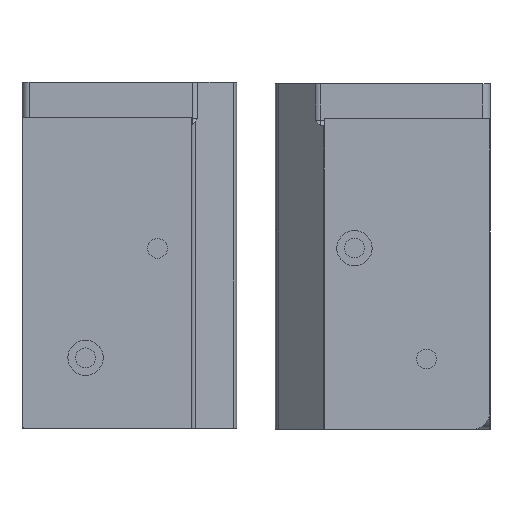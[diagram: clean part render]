
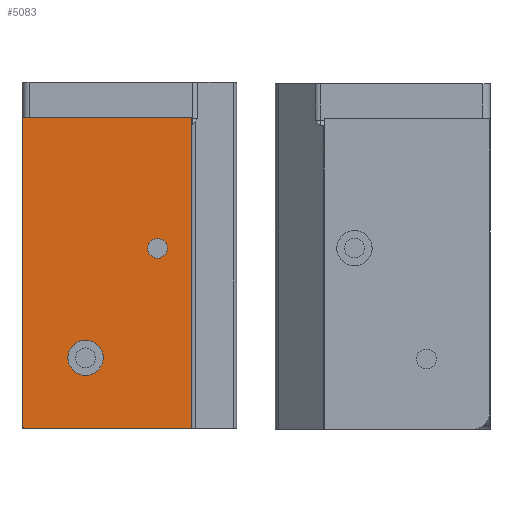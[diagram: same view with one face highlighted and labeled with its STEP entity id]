
A CAD part, left-side view. The second image highlights one B-rep face of the part: STEP entity #5083.
In plain terms, the highlighted planar face has unit normal (-1, 0, 0).
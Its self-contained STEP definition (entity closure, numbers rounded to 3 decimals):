
#127=FACE_BOUND('',#981,.T.);
#128=FACE_BOUND('',#982,.T.);
#334=CIRCLE('',#5374,0.5);
#360=CIRCLE('',#5450,1.4);
#363=CIRCLE('',#5458,2.5);
#663=FACE_OUTER_BOUND('',#980,.T.);
#980=EDGE_LOOP('',(#4539,#4540,#4541,#4542,#4543));
#981=EDGE_LOOP('',(#4544));
#982=EDGE_LOOP('',(#4545));
#1288=LINE('',#8577,#1783);
#1322=LINE('',#8649,#1817);
#1348=LINE('',#8859,#1843);
#1442=LINE('',#9470,#1937);
#1783=VECTOR('',#6148,10.);
#1817=VECTOR('',#6188,10.);
#1843=VECTOR('',#6250,10.);
#1937=VECTOR('',#6484,10.);
#2279=VERTEX_POINT('',#8574);
#2280=VERTEX_POINT('',#8576);
#2314=VERTEX_POINT('',#8646);
#2315=VERTEX_POINT('',#8648);
#2370=VERTEX_POINT('',#8857);
#2465=VERTEX_POINT('',#9557);
#2468=VERTEX_POINT('',#9573);
#2896=EDGE_CURVE('',#2280,#2279,#1288,.F.);
#2932=EDGE_CURVE('',#2315,#2314,#1322,.F.);
#2993=EDGE_CURVE('',#2279,#2370,#1348,.T.);
#3024=EDGE_CURVE('',#2280,#2314,#334,.T.);
#3139=EDGE_CURVE('',#2315,#2370,#1442,.F.);
#3165=EDGE_CURVE('',#2465,#2465,#360,.T.);
#3172=EDGE_CURVE('',#2468,#2468,#363,.F.);
#4539=ORIENTED_EDGE('',*,*,#3024,.F.);
#4540=ORIENTED_EDGE('',*,*,#2896,.T.);
#4541=ORIENTED_EDGE('',*,*,#2993,.T.);
#4542=ORIENTED_EDGE('',*,*,#3139,.F.);
#4543=ORIENTED_EDGE('',*,*,#2932,.T.);
#4544=ORIENTED_EDGE('',*,*,#3172,.T.);
#4545=ORIENTED_EDGE('',*,*,#3165,.F.);
#4817=PLANE('',#5457);
#5083=ADVANCED_FACE('',(#663,#127,#128),#4817,.F.);
#5374=AXIS2_PLACEMENT_3D('',#8919,#6310,#6311);
#5450=AXIS2_PLACEMENT_3D('',#9559,#6549,#6550);
#5457=AXIS2_PLACEMENT_3D('',#9572,#6567,#6568);
#5458=AXIS2_PLACEMENT_3D('',#9574,#6569,#6570);
#6148=DIRECTION('',(0.,1.,0.));
#6188=DIRECTION('',(0.,0.,1.));
#6250=DIRECTION('',(0.,0.,1.));
#6310=DIRECTION('center_axis',(1.,0.,0.));
#6311=DIRECTION('ref_axis',(0.,0.707,-0.707));
#6484=DIRECTION('',(0.,1.,0.));
#6549=DIRECTION('center_axis',(-1.,0.,0.));
#6550=DIRECTION('ref_axis',(0.,0.,1.));
#6567=DIRECTION('center_axis',(1.,0.,0.));
#6568=DIRECTION('ref_axis',(0.,0.,-1.));
#6569=DIRECTION('center_axis',(-1.,0.,0.));
#6570=DIRECTION('ref_axis',(0.,0.,1.));
#8574=CARTESIAN_POINT('',(0.,41.4,-1.75));
#8576=CARTESIAN_POINT('',(0.,64.9,-1.75));
#8577=CARTESIAN_POINT('',(0.,64.4,-1.75));
#8646=CARTESIAN_POINT('',(0.,65.4,-1.25));
#8648=CARTESIAN_POINT('',(0.,65.4,42.25));
#8649=CARTESIAN_POINT('',(0.,65.4,47.25));
#8857=CARTESIAN_POINT('',(0.,41.4,42.25));
#8859=CARTESIAN_POINT('',(0.,41.4,34.));
#8919=CARTESIAN_POINT('Origin',(0.,64.9,-1.25));
#9470=CARTESIAN_POINT('',(0.,58.882,42.25));
#9557=CARTESIAN_POINT('',(0.,46.2,22.35));
#9559=CARTESIAN_POINT('Origin',(0.,46.2,23.75));
#9572=CARTESIAN_POINT('Origin',(0.,64.4,47.25));
#9573=CARTESIAN_POINT('',(0.,56.4,5.75));
#9574=CARTESIAN_POINT('Origin',(0.,56.4,8.25));
